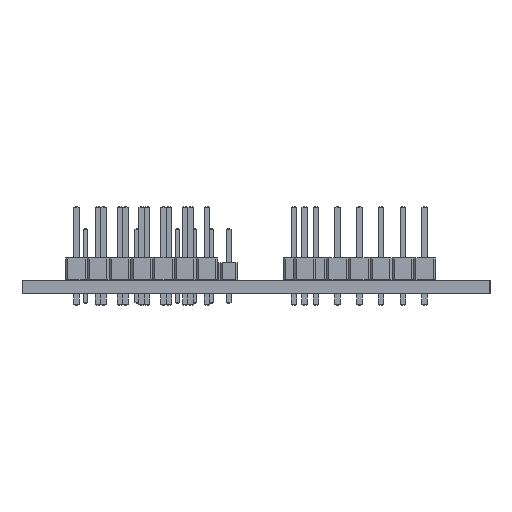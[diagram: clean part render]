
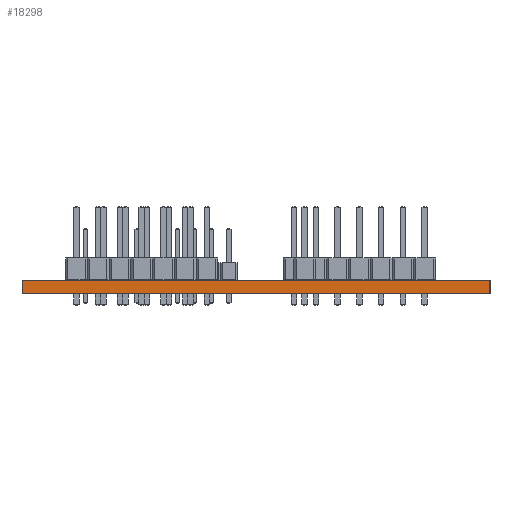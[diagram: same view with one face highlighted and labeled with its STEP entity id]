
A CAD part, left-side view. The second image highlights one B-rep face of the part: STEP entity #18298.
In plain terms, the highlighted planar face has unit normal (-1, 0, 0).
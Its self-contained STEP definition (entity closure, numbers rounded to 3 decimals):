
#18242 = VERTEX_POINT('',#18243);
#18243 = CARTESIAN_POINT('',(0.,0.,1.6));
#18249 = EDGE_CURVE('',#18250,#18242,#18252,.T.);
#18250 = VERTEX_POINT('',#18251);
#18251 = CARTESIAN_POINT('',(0.,-0.,0.));
#18252 = LINE('',#18253,#18254);
#18253 = CARTESIAN_POINT('',(0.,-0.,0.));
#18254 = VECTOR('',#18255,1.);
#18255 = DIRECTION('',(0.,0.,1.));
#18298 = ADVANCED_FACE('',(#18299),#18324,.T.);
#18299 = FACE_BOUND('',#18300,.T.);
#18300 = EDGE_LOOP('',(#18301,#18302,#18310,#18318));
#18301 = ORIENTED_EDGE('',*,*,#18249,.T.);
#18302 = ORIENTED_EDGE('',*,*,#18303,.T.);
#18303 = EDGE_CURVE('',#18242,#18304,#18306,.T.);
#18304 = VERTEX_POINT('',#18305);
#18305 = CARTESIAN_POINT('',(0.,54.61,1.6));
#18306 = LINE('',#18307,#18308);
#18307 = CARTESIAN_POINT('',(0.,0.,1.6));
#18308 = VECTOR('',#18309,1.);
#18309 = DIRECTION('',(0.,1.,0.));
#18310 = ORIENTED_EDGE('',*,*,#18311,.F.);
#18311 = EDGE_CURVE('',#18312,#18304,#18314,.T.);
#18312 = VERTEX_POINT('',#18313);
#18313 = CARTESIAN_POINT('',(0.,54.61,0.));
#18314 = LINE('',#18315,#18316);
#18315 = CARTESIAN_POINT('',(0.,54.61,0.));
#18316 = VECTOR('',#18317,1.);
#18317 = DIRECTION('',(0.,0.,1.));
#18318 = ORIENTED_EDGE('',*,*,#18319,.F.);
#18319 = EDGE_CURVE('',#18250,#18312,#18320,.T.);
#18320 = LINE('',#18321,#18322);
#18321 = CARTESIAN_POINT('',(0.,-0.,0.));
#18322 = VECTOR('',#18323,1.);
#18323 = DIRECTION('',(0.,1.,0.));
#18324 = PLANE('',#18325);
#18325 = AXIS2_PLACEMENT_3D('',#18326,#18327,#18328);
#18326 = CARTESIAN_POINT('',(0.,0.,0.));
#18327 = DIRECTION('',(-1.,0.,0.));
#18328 = DIRECTION('',(0.,1.,0.));
